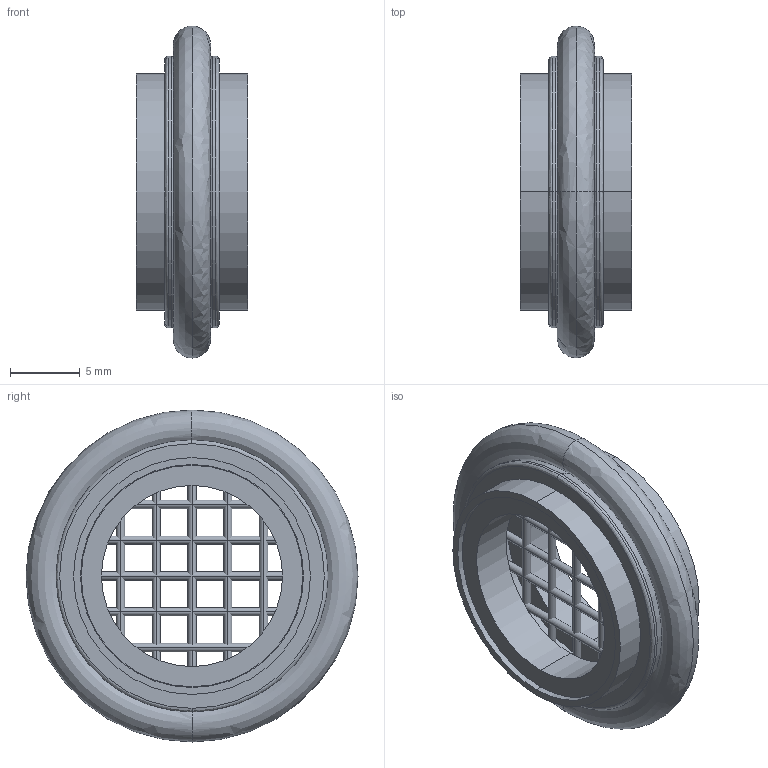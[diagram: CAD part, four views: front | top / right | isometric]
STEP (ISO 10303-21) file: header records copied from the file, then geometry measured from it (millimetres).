
FILE_DESCRIPTION( (''), '2;1');
FILE_NAME ('CAD708.6196.VP2016-M_8300.stp','2017-05-11T11:34:13',(''),(''),'spGate 12.6.6','','');
FILE_SCHEMA (('AUTOMOTIVE_DESIGN'));
Length unit declared in the file: millimetre
Products named in the file (7): Assembly; VP2016-1; VP2016-2; 1-2; 2-2; 3-2; VP2016-23
Assembly tree (13 placements, depth 2):
  Assembly
    VP2016-1
    VP2016-2
    1-2  x2
    2-2  x4
    3-2  x4
    VP2016-23
Bounding box: 8 x 23.83 x 23.83 mm (x, y, z)
Volume: 1236.6 mm3; surface area: 2386.9 mm2
Topology: 13 solids, 13 shells, 73 faces, 126 edges, 80 vertices
Faces by surface type: cylinder 36, plane 27, bspline 10
Entity records: 2316 total; most frequent: CARTESIAN_POINT 474, DIRECTION 216, ORIENTED_EDGE 168, COLOUR_RGB 135, PRESENTATION_STYLE_ASSIGNMENT 135, STYLED_ITEM 135, AXIS2_PLACEMENT_3D 108, EDGE_CURVE 84
